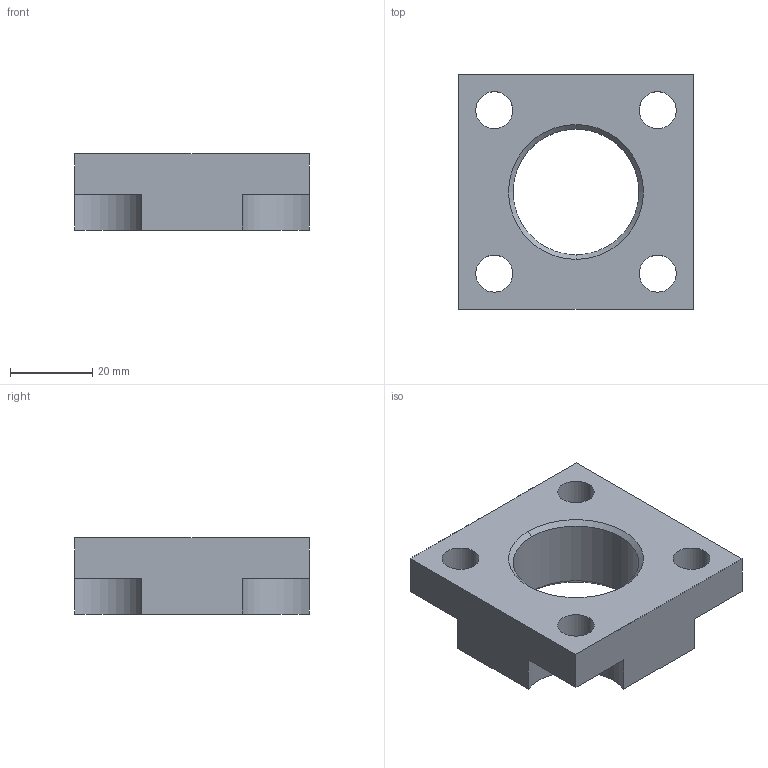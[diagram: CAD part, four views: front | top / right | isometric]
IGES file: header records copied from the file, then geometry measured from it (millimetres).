
Start section:  PTC IGES file: ilcm44013200.igs
Global section: file name: ilcm44013200.igs; native system: Pro/ENGINEER by Parametric Technology Corporation; preprocessor: 2005180; author: KR; organization: Unknown; date: 071113.113959; units: millimetre
Bounding box: 57 x 57 x 18.49 mm (x, y, z)
Surface area: 11408.7 mm2 (no closed solid volume)
Topology: 0 solids, 0 shells, 33 faces, 176 edges, 176 vertices
Faces by surface type: revolution 22, bspline 11
